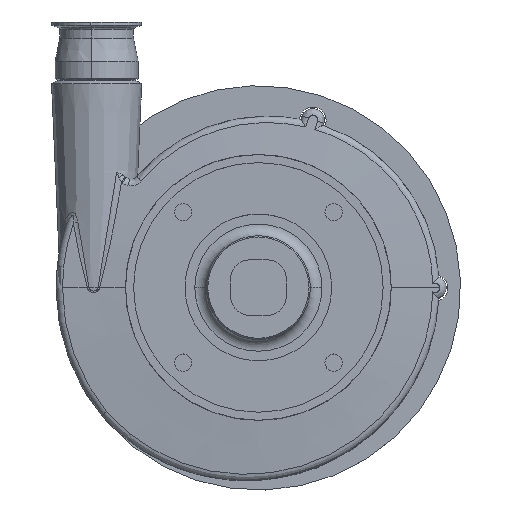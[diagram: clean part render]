
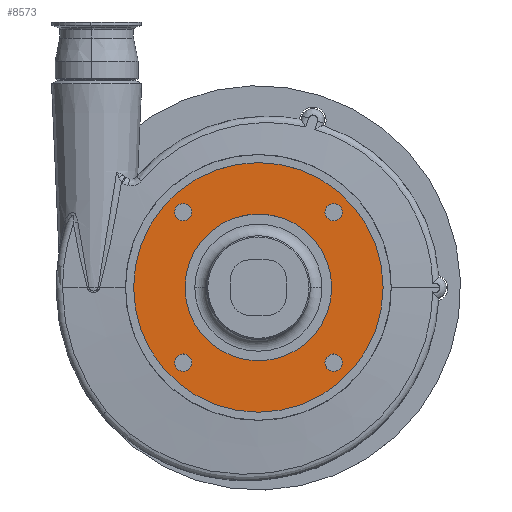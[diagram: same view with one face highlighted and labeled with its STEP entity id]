
A CAD part, top view. The second image highlights one B-rep face of the part: STEP entity #8573.
In plain terms, the highlighted planar face has unit normal (0, 0, 1).
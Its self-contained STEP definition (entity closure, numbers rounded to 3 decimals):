
#256 = DIRECTION ( 'NONE',  ( 0., 0., -1. ) ) ;
#480 = DIRECTION ( 'NONE',  ( 0., 0., -1. ) ) ;
#492 = FACE_BOUND ( 'NONE', #2414, .T. ) ;
#548 = DIRECTION ( 'NONE',  ( 1., 0., 0. ) ) ;
#585 = EDGE_LOOP ( 'NONE', ( #6963, #8184 ) ) ;
#699 = CARTESIAN_POINT ( 'NONE',  ( 65.107, -65.107, 205.5 ) ) ;
#779 = DIRECTION ( 'NONE',  ( 1., 0., 0. ) ) ;
#853 = EDGE_CURVE ( 'NONE', #14642, #13086, #13424, .T. ) ;
#910 = AXIS2_PLACEMENT_3D ( 'NONE', #11793, #1808, #7322 ) ;
#967 = DIRECTION ( 'NONE',  ( 0., 0., -1. ) ) ;
#979 = EDGE_LOOP ( 'NONE', ( #11131, #14259 ) ) ;
#982 = CARTESIAN_POINT ( 'NONE',  ( 65.107, -65.107, 205.5 ) ) ;
#1012 = DIRECTION ( 'NONE',  ( 0., 0., -1. ) ) ;
#1106 = CIRCLE ( 'NONE', #8473, 7.5 ) ;
#1129 = DIRECTION ( 'NONE',  ( 0., 0., -1. ) ) ;
#1163 = CARTESIAN_POINT ( 'NONE',  ( 0., 0., 205.5 ) ) ;
#1499 = CARTESIAN_POINT ( 'NONE',  ( -63.5, 0., 205.5 ) ) ;
#1591 = ORIENTED_EDGE ( 'NONE', *, *, #11945, .T. ) ;
#1674 = CARTESIAN_POINT ( 'NONE',  ( -65.107, -65.107, 205.5 ) ) ;
#1776 = AXIS2_PLACEMENT_3D ( 'NONE', #1163, #10399, #2359 ) ;
#1791 = CIRCLE ( 'NONE', #14163, 63.5 ) ;
#1808 = DIRECTION ( 'NONE',  ( 0., 0., 1. ) ) ;
#1875 = DIRECTION ( 'NONE',  ( 1., 0., 0. ) ) ;
#2070 = EDGE_CURVE ( 'NONE', #5055, #3731, #1791, .T. ) ;
#2101 = EDGE_CURVE ( 'NONE', #9425, #11332, #2982, .T. ) ;
#2152 = EDGE_LOOP ( 'NONE', ( #2834, #2846 ) ) ;
#2268 = DIRECTION ( 'NONE',  ( 0., 0., -1. ) ) ;
#2292 = AXIS2_PLACEMENT_3D ( 'NONE', #6937, #10142, #14679 ) ;
#2359 = DIRECTION ( 'NONE',  ( 1., 0., 0. ) ) ;
#2414 = EDGE_LOOP ( 'NONE', ( #8737, #3053 ) ) ;
#2639 = FACE_OUTER_BOUND ( 'NONE', #8509, .T. ) ;
#2695 = VERTEX_POINT ( 'NONE', #6913 ) ;
#2834 = ORIENTED_EDGE ( 'NONE', *, *, #3267, .T. ) ;
#2846 = ORIENTED_EDGE ( 'NONE', *, *, #13037, .T. ) ;
#2858 = DIRECTION ( 'NONE',  ( 0., 0., -1. ) ) ;
#2982 = CIRCLE ( 'NONE', #9165, 7.5 ) ;
#3053 = ORIENTED_EDGE ( 'NONE', *, *, #13891, .T. ) ;
#3267 = EDGE_CURVE ( 'NONE', #10717, #9682, #1106, .T. ) ;
#3578 = CARTESIAN_POINT ( 'NONE',  ( 72.607, -65.107, 205.5 ) ) ;
#3731 = VERTEX_POINT ( 'NONE', #11072 ) ;
#4042 = DIRECTION ( 'NONE',  ( 0., 0., -1. ) ) ;
#4053 = DIRECTION ( 'NONE',  ( 1., 0., 0. ) ) ;
#4060 = EDGE_LOOP ( 'NONE', ( #9346, #1591 ) ) ;
#4139 = VERTEX_POINT ( 'NONE', #6509 ) ;
#4731 = EDGE_CURVE ( 'NONE', #4139, #13187, #6840, .T. ) ;
#5011 = CARTESIAN_POINT ( 'NONE',  ( 0., 0., 205.5 ) ) ;
#5055 = VERTEX_POINT ( 'NONE', #1499 ) ;
#5411 = CIRCLE ( 'NONE', #7560, 7.5 ) ;
#5515 = CARTESIAN_POINT ( 'NONE',  ( -57.607, 65.107, 205.5 ) ) ;
#5518 = EDGE_CURVE ( 'NONE', #13086, #14642, #5411, .T. ) ;
#6135 = FACE_BOUND ( 'NONE', #585, .T. ) ;
#6509 = CARTESIAN_POINT ( 'NONE',  ( -108., 0., 205.5 ) ) ;
#6526 = CIRCLE ( 'NONE', #13195, 63.5 ) ;
#6713 = CIRCLE ( 'NONE', #10279, 7.5 ) ;
#6840 = CIRCLE ( 'NONE', #910, 108. ) ;
#6878 = CARTESIAN_POINT ( 'NONE',  ( 0., 0., 205.5 ) ) ;
#6913 = CARTESIAN_POINT ( 'NONE',  ( 57.607, -65.107, 205.5 ) ) ;
#6937 = CARTESIAN_POINT ( 'NONE',  ( 65.107, 65.107, 205.5 ) ) ;
#6963 = ORIENTED_EDGE ( 'NONE', *, *, #5518, .T. ) ;
#7322 = DIRECTION ( 'NONE',  ( 1., 0., 0. ) ) ;
#7560 = AXIS2_PLACEMENT_3D ( 'NONE', #1674, #2858, #779 ) ;
#8184 = ORIENTED_EDGE ( 'NONE', *, *, #853, .T. ) ;
#8473 = AXIS2_PLACEMENT_3D ( 'NONE', #10680, #480, #548 ) ;
#8509 = EDGE_LOOP ( 'NONE', ( #10318, #8792 ) ) ;
#8573 = ADVANCED_FACE ( 'NONE', ( #492, #6135, #2639, #9709, #12021, #10692 ), #14253, .T. ) ;
#8737 = ORIENTED_EDGE ( 'NONE', *, *, #2101, .T. ) ;
#8792 = ORIENTED_EDGE ( 'NONE', *, *, #4731, .T. ) ;
#8795 = EDGE_CURVE ( 'NONE', #9010, #2695, #6713, .T. ) ;
#9010 = VERTEX_POINT ( 'NONE', #3578 ) ;
#9064 = CARTESIAN_POINT ( 'NONE',  ( -57.607, -65.107, 205.5 ) ) ;
#9120 = AXIS2_PLACEMENT_3D ( 'NONE', #982, #1129, #11244 ) ;
#9165 = AXIS2_PLACEMENT_3D ( 'NONE', #10453, #256, #13939 ) ;
#9291 = CARTESIAN_POINT ( 'NONE',  ( 108., 0., 205.5 ) ) ;
#9337 = CARTESIAN_POINT ( 'NONE',  ( -72.607, -65.107, 205.5 ) ) ;
#9346 = ORIENTED_EDGE ( 'NONE', *, *, #8795, .T. ) ;
#9425 = VERTEX_POINT ( 'NONE', #11122 ) ;
#9618 = DIRECTION ( 'NONE',  ( 1., 0., 0. ) ) ;
#9682 = VERTEX_POINT ( 'NONE', #13199 ) ;
#9709 = FACE_BOUND ( 'NONE', #2152, .T. ) ;
#10142 = DIRECTION ( 'NONE',  ( 0., 0., -1. ) ) ;
#10279 = AXIS2_PLACEMENT_3D ( 'NONE', #699, #11103, #1875 ) ;
#10318 = ORIENTED_EDGE ( 'NONE', *, *, #12448, .T. ) ;
#10399 = DIRECTION ( 'NONE',  ( 0., 0., 1. ) ) ;
#10432 = EDGE_CURVE ( 'NONE', #3731, #5055, #6526, .T. ) ;
#10453 = CARTESIAN_POINT ( 'NONE',  ( 65.107, 65.107, 205.5 ) ) ;
#10616 = DIRECTION ( 'NONE',  ( 0., 0., 1. ) ) ;
#10680 = CARTESIAN_POINT ( 'NONE',  ( -65.107, 65.107, 205.5 ) ) ;
#10692 = FACE_BOUND ( 'NONE', #979, .T. ) ;
#10717 = VERTEX_POINT ( 'NONE', #5515 ) ;
#11072 = CARTESIAN_POINT ( 'NONE',  ( 63.5, 0., 205.5 ) ) ;
#11103 = DIRECTION ( 'NONE',  ( 0., 0., -1. ) ) ;
#11122 = CARTESIAN_POINT ( 'NONE',  ( 72.607, 65.107, 205.5 ) ) ;
#11131 = ORIENTED_EDGE ( 'NONE', *, *, #2070, .T. ) ;
#11211 = AXIS2_PLACEMENT_3D ( 'NONE', #5011, #10616, #4053 ) ;
#11244 = DIRECTION ( 'NONE',  ( 1., 0., 0. ) ) ;
#11307 = DIRECTION ( 'NONE',  ( 1., 0., 0. ) ) ;
#11332 = VERTEX_POINT ( 'NONE', #12731 ) ;
#11356 = DIRECTION ( 'NONE',  ( 1., 0., 0. ) ) ;
#11567 = DIRECTION ( 'NONE',  ( 1., 0., 0. ) ) ;
#11793 = CARTESIAN_POINT ( 'NONE',  ( 0., 0., 205.5 ) ) ;
#11945 = EDGE_CURVE ( 'NONE', #2695, #9010, #12939, .T. ) ;
#12021 = FACE_BOUND ( 'NONE', #4060, .T. ) ;
#12042 = CIRCLE ( 'NONE', #2292, 7.5 ) ;
#12401 = CARTESIAN_POINT ( 'NONE',  ( 0., 0., 205.5 ) ) ;
#12448 = EDGE_CURVE ( 'NONE', #13187, #4139, #14132, .T. ) ;
#12731 = CARTESIAN_POINT ( 'NONE',  ( 57.607, 65.107, 205.5 ) ) ;
#12939 = CIRCLE ( 'NONE', #9120, 7.5 ) ;
#12968 = AXIS2_PLACEMENT_3D ( 'NONE', #14572, #967, #11307 ) ;
#13037 = EDGE_CURVE ( 'NONE', #9682, #10717, #13908, .T. ) ;
#13086 = VERTEX_POINT ( 'NONE', #9064 ) ;
#13187 = VERTEX_POINT ( 'NONE', #9291 ) ;
#13195 = AXIS2_PLACEMENT_3D ( 'NONE', #12401, #1012, #11356 ) ;
#13199 = CARTESIAN_POINT ( 'NONE',  ( -72.607, 65.107, 205.5 ) ) ;
#13424 = CIRCLE ( 'NONE', #13885, 7.5 ) ;
#13885 = AXIS2_PLACEMENT_3D ( 'NONE', #14575, #4042, #9618 ) ;
#13891 = EDGE_CURVE ( 'NONE', #11332, #9425, #12042, .T. ) ;
#13908 = CIRCLE ( 'NONE', #12968, 7.5 ) ;
#13939 = DIRECTION ( 'NONE',  ( 1., 0., 0. ) ) ;
#14132 = CIRCLE ( 'NONE', #1776, 108. ) ;
#14163 = AXIS2_PLACEMENT_3D ( 'NONE', #6878, #2268, #11567 ) ;
#14253 = PLANE ( 'NONE',  #11211 ) ;
#14259 = ORIENTED_EDGE ( 'NONE', *, *, #10432, .T. ) ;
#14572 = CARTESIAN_POINT ( 'NONE',  ( -65.107, 65.107, 205.5 ) ) ;
#14575 = CARTESIAN_POINT ( 'NONE',  ( -65.107, -65.107, 205.5 ) ) ;
#14642 = VERTEX_POINT ( 'NONE', #9337 ) ;
#14679 = DIRECTION ( 'NONE',  ( 1., 0., 0. ) ) ;
